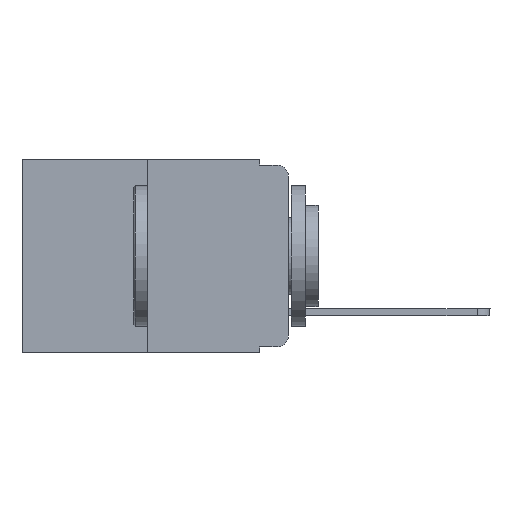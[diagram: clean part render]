
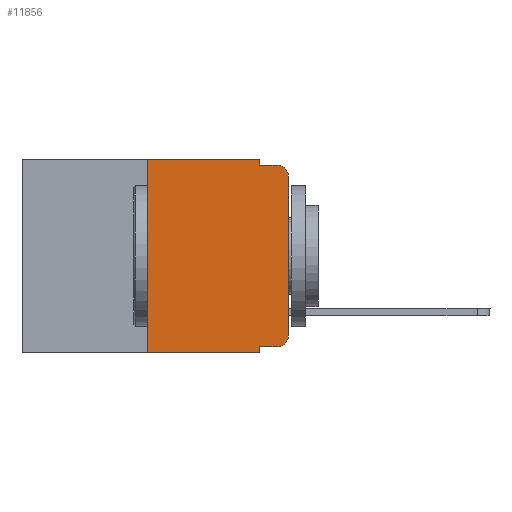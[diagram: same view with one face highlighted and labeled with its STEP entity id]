
A CAD part, left-side view. The second image highlights one B-rep face of the part: STEP entity #11856.
In plain terms, the highlighted planar face has unit normal (-1, 0, 0).
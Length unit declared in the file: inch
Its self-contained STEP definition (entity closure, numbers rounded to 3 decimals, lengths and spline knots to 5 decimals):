
#358 = VERTEX_POINT ( 'NONE', #5645 ) ;
#614 = CARTESIAN_POINT ( 'NONE',  ( 0., 0., -0.03 ) ) ;
#723 = CARTESIAN_POINT ( 'NONE',  ( 0., 0.25, 0. ) ) ;
#778 = EDGE_CURVE ( 'NONE', #1796, #12117, #8222, .T. ) ;
#882 = CARTESIAN_POINT ( 'NONE',  ( 0., 0., -0.313 ) ) ;
#1165 = LINE ( 'NONE', #5646, #4462 ) ;
#1234 = DIRECTION ( 'NONE',  ( 0., -1., 0. ) ) ;
#1305 = DIRECTION ( 'NONE',  ( 0., -1., 0. ) ) ;
#1370 = EDGE_CURVE ( 'NONE', #11354, #4064, #5221, .T. ) ;
#1447 = DIRECTION ( 'NONE',  ( 0., 0., 1. ) ) ;
#1555 = EDGE_CURVE ( 'NONE', #10181, #4064, #1165, .T. ) ;
#1796 = VERTEX_POINT ( 'NONE', #723 ) ;
#1847 = LINE ( 'NONE', #5177, #12661 ) ;
#2125 = VERTEX_POINT ( 'NONE', #9492 ) ;
#2332 = EDGE_CURVE ( 'NONE', #11354, #5136, #4485, .T. ) ;
#2518 = CARTESIAN_POINT ( 'NONE',  ( 0., 0.473, 0. ) ) ;
#2659 = ORIENTED_EDGE ( 'NONE', *, *, #4732, .F. ) ;
#2864 = CARTESIAN_POINT ( 'NONE',  ( 0., 0.25, -0.343 ) ) ;
#3337 = DIRECTION ( 'NONE',  ( 0., -1., 0. ) ) ;
#3711 = CARTESIAN_POINT ( 'NONE',  ( 0., 0.02, -0.03 ) ) ;
#3825 = EDGE_CURVE ( 'NONE', #12042, #13569, #4788, .T. ) ;
#3928 = DIRECTION ( 'NONE',  ( 0., 0., -1. ) ) ;
#4064 = VERTEX_POINT ( 'NONE', #6802 ) ;
#4443 = VECTOR ( 'NONE', #1447, 39.37008 ) ;
#4462 = VECTOR ( 'NONE', #1234, 39.37008 ) ;
#4485 = LINE ( 'NONE', #13346, #13799 ) ;
#4504 = ORIENTED_EDGE ( 'NONE', *, *, #12366, .F. ) ;
#4732 = EDGE_CURVE ( 'NONE', #12117, #358, #1847, .T. ) ;
#4788 = LINE ( 'NONE', #9410, #4443 ) ;
#4876 = CARTESIAN_POINT ( 'NONE',  ( 0., 0.02, -0.313 ) ) ;
#5068 = ORIENTED_EDGE ( 'NONE', *, *, #1555, .T. ) ;
#5136 = VERTEX_POINT ( 'NONE', #9563 ) ;
#5177 = CARTESIAN_POINT ( 'NONE',  ( 0., 0.051, 0. ) ) ;
#5221 = LINE ( 'NONE', #8566, #10978 ) ;
#5451 = EDGE_CURVE ( 'NONE', #358, #2125, #9142, .T. ) ;
#5578 = DIRECTION ( 'NONE',  ( 0., 0., -1. ) ) ;
#5645 = CARTESIAN_POINT ( 'NONE',  ( 0., 0.051, -0.01 ) ) ;
#5646 = CARTESIAN_POINT ( 'NONE',  ( 0., 0.473, -0.343 ) ) ;
#5738 = CARTESIAN_POINT ( 'NONE',  ( 0., 0.051, 0. ) ) ;
#6254 = DIRECTION ( 'NONE',  ( 0., 0., -1. ) ) ;
#6667 = DIRECTION ( 'NONE',  ( -1., 0., 0. ) ) ;
#6802 = CARTESIAN_POINT ( 'NONE',  ( 0., 0.051, -0.343 ) ) ;
#6990 = CARTESIAN_POINT ( 'NONE',  ( 0., 0.473, 0. ) ) ;
#7859 = AXIS2_PLACEMENT_3D ( 'NONE', #4876, #12713, #3928 ) ;
#8222 = LINE ( 'NONE', #6990, #10211 ) ;
#8566 = CARTESIAN_POINT ( 'NONE',  ( 0., 0.051, 0. ) ) ;
#8782 = LINE ( 'NONE', #14121, #10179 ) ;
#9073 = CARTESIAN_POINT ( 'NONE',  ( 0., 0.051, -0.01 ) ) ;
#9116 = EDGE_LOOP ( 'NONE', ( #10905, #10843, #9801, #2659, #9803, #4504, #5068, #11868, #11647, #13362 ) ) ;
#9142 = LINE ( 'NONE', #9073, #10792 ) ;
#9410 = CARTESIAN_POINT ( 'NONE',  ( 0., 0., 0. ) ) ;
#9492 = CARTESIAN_POINT ( 'NONE',  ( 0., 0.02, -0.01 ) ) ;
#9563 = CARTESIAN_POINT ( 'NONE',  ( 0., 0.02, -0.333 ) ) ;
#9585 = DIRECTION ( 'NONE',  ( 0., 0., -1. ) ) ;
#9707 = CIRCLE ( 'NONE', #13430, 0.02 ) ;
#9801 = ORIENTED_EDGE ( 'NONE', *, *, #5451, .F. ) ;
#9803 = ORIENTED_EDGE ( 'NONE', *, *, #778, .F. ) ;
#10179 = VECTOR ( 'NONE', #14193, 39.37008 ) ;
#10181 = VERTEX_POINT ( 'NONE', #2864 ) ;
#10211 = VECTOR ( 'NONE', #11358, 39.37008 ) ;
#10266 = FACE_OUTER_BOUND ( 'NONE', #9116, .T. ) ;
#10792 = VECTOR ( 'NONE', #1305, 39.37008 ) ;
#10843 = ORIENTED_EDGE ( 'NONE', *, *, #12595, .T. ) ;
#10905 = ORIENTED_EDGE ( 'NONE', *, *, #3825, .T. ) ;
#10978 = VECTOR ( 'NONE', #6254, 39.37008 ) ;
#11121 = CIRCLE ( 'NONE', #7859, 0.02 ) ;
#11354 = VERTEX_POINT ( 'NONE', #13482 ) ;
#11358 = DIRECTION ( 'NONE',  ( 0., -1., 0. ) ) ;
#11647 = ORIENTED_EDGE ( 'NONE', *, *, #2332, .T. ) ;
#11856 = ADVANCED_FACE ( 'NONE', ( #10266 ), #12463, .F. ) ;
#11868 = ORIENTED_EDGE ( 'NONE', *, *, #1370, .F. ) ;
#12042 = VERTEX_POINT ( 'NONE', #882 ) ;
#12117 = VERTEX_POINT ( 'NONE', #5738 ) ;
#12242 = EDGE_CURVE ( 'NONE', #5136, #12042, #11121, .T. ) ;
#12256 = AXIS2_PLACEMENT_3D ( 'NONE', #2518, #13620, #13996 ) ;
#12366 = EDGE_CURVE ( 'NONE', #10181, #1796, #8782, .T. ) ;
#12463 = PLANE ( 'NONE',  #12256 ) ;
#12595 = EDGE_CURVE ( 'NONE', #13569, #2125, #9707, .T. ) ;
#12661 = VECTOR ( 'NONE', #9585, 39.37008 ) ;
#12713 = DIRECTION ( 'NONE',  ( -1., 0., 0. ) ) ;
#13346 = CARTESIAN_POINT ( 'NONE',  ( 0., 0.051, -0.333 ) ) ;
#13362 = ORIENTED_EDGE ( 'NONE', *, *, #12242, .T. ) ;
#13430 = AXIS2_PLACEMENT_3D ( 'NONE', #3711, #6667, #5578 ) ;
#13482 = CARTESIAN_POINT ( 'NONE',  ( 0., 0.051, -0.333 ) ) ;
#13569 = VERTEX_POINT ( 'NONE', #614 ) ;
#13620 = DIRECTION ( 'NONE',  ( 1., 0., 0. ) ) ;
#13799 = VECTOR ( 'NONE', #3337, 39.37008 ) ;
#13996 = DIRECTION ( 'NONE',  ( 0., 0., -1. ) ) ;
#14121 = CARTESIAN_POINT ( 'NONE',  ( 0., 0.25, 0. ) ) ;
#14193 = DIRECTION ( 'NONE',  ( 0., 0., 1. ) ) ;
